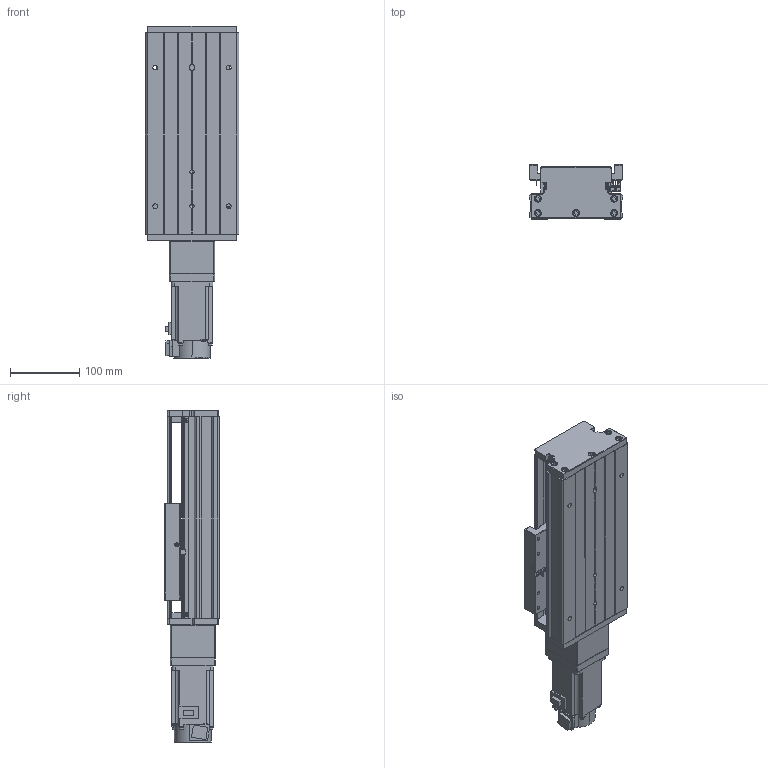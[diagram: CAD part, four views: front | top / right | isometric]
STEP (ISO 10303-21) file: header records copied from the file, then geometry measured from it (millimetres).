
FILE_DESCRIPTION (( 'STEP AP203' ), '1' );
FILE_NAME ('KTH140-100-BC-M40-C4.step', '2023-06-30T05:52:42', ( '微软用户' ), ( '微软中国' ), 'SwSTEP 2.0', 'SolidWorks 2020', '' );
FILE_SCHEMA (( 'CONFIG_CONTROL_DESIGN' ));
Length unit declared in the file: millimetre
Products named in the file (18): CTHA60-016; KTH130-005; GBT 70.1-M3℅5; CTHA86-006-1_M40; GB1155-6X6; GBT77-2000 M3×3; CTHA86-013; GBT70.1 M5℅16; CTHA86-027-1; GBT 70.2-M3¡Á5_M3¡Á6; GBT 70.3-M3℅8; GTH14-001_100; CTHA60-017; HG-KN43J-S100; KTH140-002_KTH140-002; EE_SX911P_R; KTH140-100-BC-M40-C4; KTH130-004
Assembly tree (50 placements, depth 2):
  KTH140-100-BC-M40-C4
    GTH14-001_100
    KTH140-002_KTH140-002
    KTH130-004
    KTH130-005
    GB1155-6X6  x2
    GBT70.1 M5℅16  x10
    GBT 70.2-M3¡Á5_M3¡Á6  x4
    CTHA60-017  x3
    EE_SX911P_R  x3
    CTHA60-016  x2
    GBT 70.1-M3℅5  x6
    GBT77-2000 M3×3  x6
    CTHA86-006-1_M40
    CTHA86-013
    CTHA86-027-1
    GBT 70.3-M3℅8  x6
    HG-KN43J-S100
Bounding box: 135 x 78 x 478.7 mm (x, y, z)
Volume: 2484649.2 mm3; surface area: 420225.4 mm2
Topology: 53 solids, 53 shells, 2116 faces, 5138 edges, 3206 vertices
Faces by surface type: plane 1168, cylinder 576, cone 276, torus 84, sphere 12
Entity records: 38529 total; most frequent: CARTESIAN_POINT 8276, DIRECTION 5685, ORIENTED_EDGE 5652, EDGE_CURVE 2826, AXIS2_PLACEMENT_3D 1917, LINE 1851, VECTOR 1851, VERTEX_POINT 1806
